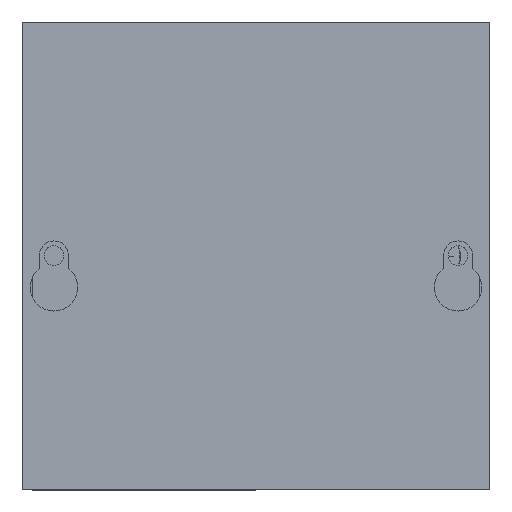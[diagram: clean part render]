
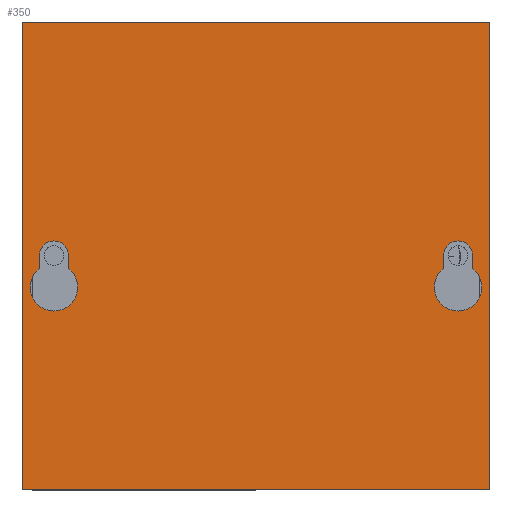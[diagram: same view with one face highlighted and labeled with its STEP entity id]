
A CAD part, top view. The second image highlights one B-rep face of the part: STEP entity #350.
In plain terms, the highlighted planar face has unit normal (0, 0, 1).
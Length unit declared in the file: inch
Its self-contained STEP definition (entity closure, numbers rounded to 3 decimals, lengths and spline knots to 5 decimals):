
#34 = CARTESIAN_POINT ( 'NONE',  ( 1.527, -0.272, 4.057 ) ) ;
#109 = CARTESIAN_POINT ( 'NONE',  ( -1.73, -0.272, 4.057 ) ) ;
#137 = EDGE_CURVE ( 'NONE', #1400, #5582, #3956, .T. ) ;
#152 = CARTESIAN_POINT ( 'NONE',  ( -1.855, -0.11205, 4.057 ) ) ;
#192 = DIRECTION ( 'NONE',  ( 0., 0., -1. ) ) ;
#238 = PLANE ( 'NONE',  #4442 ) ;
#350 = ADVANCED_FACE ( 'NONE', ( #826, #761, #2612 ), #238, .T. ) ;
#351 = CARTESIAN_POINT ( 'NONE',  ( -1.855, 0., 4.057 ) ) ;
#479 = CARTESIAN_POINT ( 'NONE',  ( 1.855, 0., 4.057 ) ) ;
#561 = DIRECTION ( 'NONE',  ( 1., 0., 0. ) ) ;
#621 = LINE ( 'NONE', #4223, #2167 ) ;
#625 = CIRCLE ( 'NONE', #4097, 0.203 ) ;
#672 = VERTEX_POINT ( 'NONE', #5449 ) ;
#749 = EDGE_CURVE ( 'NONE', #5015, #1400, #5504, .T. ) ;
#761 = FACE_BOUND ( 'NONE', #2377, .T. ) ;
#815 = CARTESIAN_POINT ( 'NONE',  ( 1.605, 0., 4.057 ) ) ;
#826 = FACE_OUTER_BOUND ( 'NONE', #5483, .T. ) ;
#885 = EDGE_CURVE ( 'NONE', #2777, #1016, #3849, .T. ) ;
#910 = CARTESIAN_POINT ( 'NONE',  ( 1.73, -0.272, 4.057 ) ) ;
#920 = CARTESIAN_POINT ( 'NONE',  ( -1.605, -2., 4.057 ) ) ;
#1011 = CARTESIAN_POINT ( 'NONE',  ( -1.527, -0.272, 4.057 ) ) ;
#1016 = VERTEX_POINT ( 'NONE', #5490 ) ;
#1033 = CARTESIAN_POINT ( 'NONE',  ( -1.933, -0.272, 4.057 ) ) ;
#1063 = CARTESIAN_POINT ( 'NONE',  ( -1.605, 0., 4.057 ) ) ;
#1111 = CARTESIAN_POINT ( 'NONE',  ( -2., -2., 4.057 ) ) ;
#1113 = EDGE_CURVE ( 'NONE', #1534, #3646, #5557, .T. ) ;
#1121 = VERTEX_POINT ( 'NONE', #3240 ) ;
#1171 = VECTOR ( 'NONE', #4168, 39.37008 ) ;
#1194 = DIRECTION ( 'NONE',  ( 1., 0., 0. ) ) ;
#1200 = CIRCLE ( 'NONE', #1588, 0.203 ) ;
#1258 = AXIS2_PLACEMENT_3D ( 'NONE', #1718, #4555, #5399 ) ;
#1284 = AXIS2_PLACEMENT_3D ( 'NONE', #2136, #1686, #5307 ) ;
#1317 = ORIENTED_EDGE ( 'NONE', *, *, #137, .T. ) ;
#1336 = EDGE_CURVE ( 'NONE', #4569, #3501, #2803, .T. ) ;
#1363 = DIRECTION ( 'NONE',  ( 1., 0., 0. ) ) ;
#1393 = VERTEX_POINT ( 'NONE', #1033 ) ;
#1400 = VERTEX_POINT ( 'NONE', #5699 ) ;
#1444 = CARTESIAN_POINT ( 'NONE',  ( 2., -2., 4.057 ) ) ;
#1498 = DIRECTION ( 'NONE',  ( 0., 0., -1. ) ) ;
#1500 = VECTOR ( 'NONE', #5345, 39.37008 ) ;
#1534 = VERTEX_POINT ( 'NONE', #3541 ) ;
#1588 = AXIS2_PLACEMENT_3D ( 'NONE', #910, #2426, #2368 ) ;
#1630 = DIRECTION ( 'NONE',  ( 1., 0., 0. ) ) ;
#1686 = DIRECTION ( 'NONE',  ( 0., 0., -1. ) ) ;
#1718 = CARTESIAN_POINT ( 'NONE',  ( -1.73, -0.272, 4.057 ) ) ;
#1779 = CIRCLE ( 'NONE', #2752, 0.203 ) ;
#1856 = DIRECTION ( 'NONE',  ( 0., -1., 0. ) ) ;
#1881 = DIRECTION ( 'NONE',  ( 0., 0., -1. ) ) ;
#1882 = ORIENTED_EDGE ( 'NONE', *, *, #1884, .T. ) ;
#1884 = EDGE_CURVE ( 'NONE', #4203, #1534, #4885, .T. ) ;
#1947 = CARTESIAN_POINT ( 'NONE',  ( 1.855, -2., 4.057 ) ) ;
#2013 = DIRECTION ( 'NONE',  ( 0., 1., 0. ) ) ;
#2093 = CARTESIAN_POINT ( 'NONE',  ( -2., -2., 4.057 ) ) ;
#2136 = CARTESIAN_POINT ( 'NONE',  ( 1.73, 0., 4.057 ) ) ;
#2167 = VECTOR ( 'NONE', #2013, 39.37008 ) ;
#2202 = CARTESIAN_POINT ( 'NONE',  ( -2., 2., 4.057 ) ) ;
#2207 = EDGE_LOOP ( 'NONE', ( #1317, #3850, #2600, #3073, #3935, #4235 ) ) ;
#2325 = VERTEX_POINT ( 'NONE', #351 ) ;
#2368 = DIRECTION ( 'NONE',  ( 1., 0., 0. ) ) ;
#2377 = EDGE_LOOP ( 'NONE', ( #2606, #3451, #1882, #2421, #3476, #4613 ) ) ;
#2421 = ORIENTED_EDGE ( 'NONE', *, *, #1113, .T. ) ;
#2426 = DIRECTION ( 'NONE',  ( 0., 0., -1. ) ) ;
#2536 = DIRECTION ( 'NONE',  ( 1., 0., 0. ) ) ;
#2600 = ORIENTED_EDGE ( 'NONE', *, *, #3925, .T. ) ;
#2606 = ORIENTED_EDGE ( 'NONE', *, *, #4892, .T. ) ;
#2612 = FACE_BOUND ( 'NONE', #2207, .T. ) ;
#2641 = DIRECTION ( 'NONE',  ( 0., 0., -1. ) ) ;
#2752 = AXIS2_PLACEMENT_3D ( 'NONE', #2943, #192, #1630 ) ;
#2777 = VERTEX_POINT ( 'NONE', #479 ) ;
#2803 = LINE ( 'NONE', #1444, #5510 ) ;
#2943 = CARTESIAN_POINT ( 'NONE',  ( -1.73, -0.272, 4.057 ) ) ;
#3042 = AXIS2_PLACEMENT_3D ( 'NONE', #109, #1498, #5654 ) ;
#3073 = ORIENTED_EDGE ( 'NONE', *, *, #4671, .T. ) ;
#3226 = CARTESIAN_POINT ( 'NONE',  ( 2., -2., 4.057 ) ) ;
#3240 = CARTESIAN_POINT ( 'NONE',  ( -2., -2., 4.057 ) ) ;
#3333 = CIRCLE ( 'NONE', #4481, 0.125 ) ;
#3338 = CIRCLE ( 'NONE', #3042, 0.203 ) ;
#3349 = DIRECTION ( 'NONE',  ( 0., -1., 0. ) ) ;
#3400 = CARTESIAN_POINT ( 'NONE',  ( 2., 2., 4.057 ) ) ;
#3451 = ORIENTED_EDGE ( 'NONE', *, *, #5227, .T. ) ;
#3476 = ORIENTED_EDGE ( 'NONE', *, *, #4440, .T. ) ;
#3484 = EDGE_CURVE ( 'NONE', #672, #1121, #5293, .T. ) ;
#3501 = VERTEX_POINT ( 'NONE', #3400 ) ;
#3541 = CARTESIAN_POINT ( 'NONE',  ( 1.605, -0.11205, 4.057 ) ) ;
#3613 = CARTESIAN_POINT ( 'NONE',  ( 1.933, -0.272, 4.057 ) ) ;
#3636 = AXIS2_PLACEMENT_3D ( 'NONE', #4804, #5608, #2536 ) ;
#3646 = VERTEX_POINT ( 'NONE', #815 ) ;
#3750 = ORIENTED_EDGE ( 'NONE', *, *, #3484, .T. ) ;
#3753 = EDGE_CURVE ( 'NONE', #1121, #4569, #5113, .T. ) ;
#3849 = LINE ( 'NONE', #1947, #5224 ) ;
#3850 = ORIENTED_EDGE ( 'NONE', *, *, #5549, .T. ) ;
#3891 = CIRCLE ( 'NONE', #1284, 0.125 ) ;
#3925 = EDGE_CURVE ( 'NONE', #1393, #4696, #1779, .T. ) ;
#3935 = ORIENTED_EDGE ( 'NONE', *, *, #4917, .T. ) ;
#3956 = CIRCLE ( 'NONE', #1258, 0.203 ) ;
#3997 = VECTOR ( 'NONE', #1363, 39.37008 ) ;
#4035 = EDGE_CURVE ( 'NONE', #3501, #672, #4409, .T. ) ;
#4097 = AXIS2_PLACEMENT_3D ( 'NONE', #5766, #2641, #1194 ) ;
#4131 = DIRECTION ( 'NONE',  ( 0., 1., 0. ) ) ;
#4143 = DIRECTION ( 'NONE',  ( 1., 0., 0. ) ) ;
#4168 = DIRECTION ( 'NONE',  ( 0., 1., 0. ) ) ;
#4203 = VERTEX_POINT ( 'NONE', #34 ) ;
#4223 = CARTESIAN_POINT ( 'NONE',  ( -1.855, -2., 4.057 ) ) ;
#4235 = ORIENTED_EDGE ( 'NONE', *, *, #749, .T. ) ;
#4259 = CARTESIAN_POINT ( 'NONE',  ( 1.605, -2., 4.057 ) ) ;
#4409 = LINE ( 'NONE', #2202, #1500 ) ;
#4440 = EDGE_CURVE ( 'NONE', #3646, #2777, #3891, .T. ) ;
#4442 = AXIS2_PLACEMENT_3D ( 'NONE', #1111, #4828, #561 ) ;
#4481 = AXIS2_PLACEMENT_3D ( 'NONE', #5141, #1881, #4143 ) ;
#4555 = DIRECTION ( 'NONE',  ( 0., 0., -1. ) ) ;
#4569 = VERTEX_POINT ( 'NONE', #3226 ) ;
#4613 = ORIENTED_EDGE ( 'NONE', *, *, #885, .T. ) ;
#4649 = VECTOR ( 'NONE', #1856, 39.37008 ) ;
#4660 = CARTESIAN_POINT ( 'NONE',  ( -2., -2., 4.057 ) ) ;
#4671 = EDGE_CURVE ( 'NONE', #4696, #2325, #621, .T. ) ;
#4696 = VERTEX_POINT ( 'NONE', #152 ) ;
#4705 = ORIENTED_EDGE ( 'NONE', *, *, #4035, .T. ) ;
#4804 = CARTESIAN_POINT ( 'NONE',  ( 1.73, -0.272, 4.057 ) ) ;
#4828 = DIRECTION ( 'NONE',  ( 0., 0., 1. ) ) ;
#4885 = CIRCLE ( 'NONE', #3636, 0.203 ) ;
#4892 = EDGE_CURVE ( 'NONE', #1016, #5377, #1200, .T. ) ;
#4917 = EDGE_CURVE ( 'NONE', #2325, #5015, #3333, .T. ) ;
#5015 = VERTEX_POINT ( 'NONE', #1063 ) ;
#5112 = ORIENTED_EDGE ( 'NONE', *, *, #3753, .T. ) ;
#5113 = LINE ( 'NONE', #4660, #3997 ) ;
#5141 = CARTESIAN_POINT ( 'NONE',  ( -1.73, 0., 4.057 ) ) ;
#5207 = DIRECTION ( 'NONE',  ( 0., -1., 0. ) ) ;
#5224 = VECTOR ( 'NONE', #3349, 39.37008 ) ;
#5227 = EDGE_CURVE ( 'NONE', #5377, #4203, #625, .T. ) ;
#5293 = LINE ( 'NONE', #2093, #5533 ) ;
#5307 = DIRECTION ( 'NONE',  ( 1., 0., 0. ) ) ;
#5345 = DIRECTION ( 'NONE',  ( -1., 0., 0. ) ) ;
#5377 = VERTEX_POINT ( 'NONE', #3613 ) ;
#5399 = DIRECTION ( 'NONE',  ( 1., 0., 0. ) ) ;
#5449 = CARTESIAN_POINT ( 'NONE',  ( -2., 2., 4.057 ) ) ;
#5483 = EDGE_LOOP ( 'NONE', ( #5656, #4705, #3750, #5112 ) ) ;
#5490 = CARTESIAN_POINT ( 'NONE',  ( 1.855, -0.11205, 4.057 ) ) ;
#5504 = LINE ( 'NONE', #920, #4649 ) ;
#5510 = VECTOR ( 'NONE', #4131, 39.37008 ) ;
#5533 = VECTOR ( 'NONE', #5207, 39.37008 ) ;
#5549 = EDGE_CURVE ( 'NONE', #5582, #1393, #3338, .T. ) ;
#5557 = LINE ( 'NONE', #4259, #1171 ) ;
#5582 = VERTEX_POINT ( 'NONE', #1011 ) ;
#5608 = DIRECTION ( 'NONE',  ( 0., 0., -1. ) ) ;
#5654 = DIRECTION ( 'NONE',  ( 1., 0., 0. ) ) ;
#5656 = ORIENTED_EDGE ( 'NONE', *, *, #1336, .T. ) ;
#5699 = CARTESIAN_POINT ( 'NONE',  ( -1.605, -0.11205, 4.057 ) ) ;
#5766 = CARTESIAN_POINT ( 'NONE',  ( 1.73, -0.272, 4.057 ) ) ;
